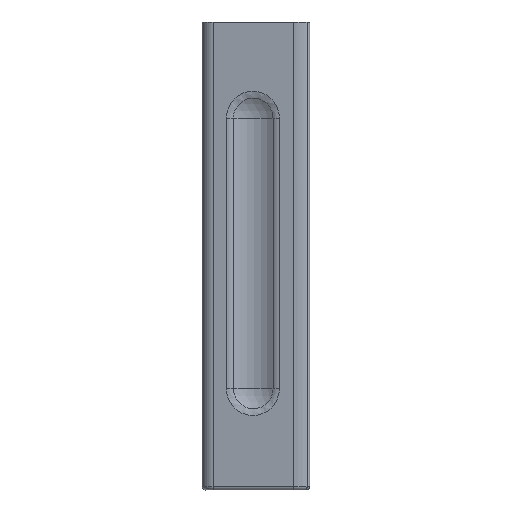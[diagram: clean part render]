
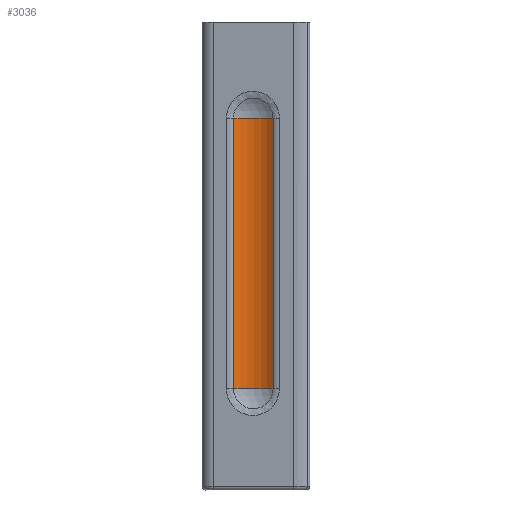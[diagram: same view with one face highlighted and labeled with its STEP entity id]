
A CAD part, top view. The second image highlights one B-rep face of the part: STEP entity #3036.
In plain terms, the highlighted cylindrical face has radius 12 mm (diameter 24 mm), a partial arc.
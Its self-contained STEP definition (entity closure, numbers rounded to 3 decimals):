
#1315 = CYLINDRICAL_SURFACE('',#1316,4.);
#1316 = AXIS2_PLACEMENT_3D('',#1317,#1318,#1319);
#1317 = CARTESIAN_POINT('',(-8.035,0.,
    27.813));
#1318 = DIRECTION('',(0.,-1.,0.));
#1319 = DIRECTION('',(-0.201,0.,0.98)
  );
#1429 = CYLINDRICAL_SURFACE('',#1430,4.);
#1430 = AXIS2_PLACEMENT_3D('',#1431,#1432,#1433);
#1431 = CARTESIAN_POINT('',(7.604,-40.,31.019));
#1432 = DIRECTION('',(0.,1.,0.));
#1433 = DIRECTION('',(-0.201,0.,0.98)
  );
#3036 = ADVANCED_FACE('',(#3037),#3052,.F.);
#3037 = FACE_BOUND('',#3038,.T.);
#3038 = EDGE_LOOP('',(#3039,#3075,#3098,#3127));
#3039 = ORIENTED_EDGE('',*,*,#3040,.F.);
#3040 = EDGE_CURVE('',#3041,#3043,#3045,.T.);
#3041 = VERTEX_POINT('',#3042);
#3042 = CARTESIAN_POINT('',(-6.776,40.,
    31.61));
#3043 = VERTEX_POINT('',#3044);
#3044 = CARTESIAN_POINT('',(4.953,40.,
    34.014));
#3045 = SURFACE_CURVE('',#3046,(#3051,#3063),.PCURVE_S1.);
#3046 = CIRCLE('',#3047,12.);
#3047 = AXIS2_PLACEMENT_3D('',#3048,#3049,#3050);
#3048 = CARTESIAN_POINT('',(-3.,40.,43.));
#3049 = DIRECTION('',(0.,-1.,0.));
#3050 = DIRECTION('',(0.,0.,1.));
#3051 = PCURVE('',#3052,#3057);
#3052 = CYLINDRICAL_SURFACE('',#3053,12.);
#3053 = AXIS2_PLACEMENT_3D('',#3054,#3055,#3056);
#3054 = CARTESIAN_POINT('',(-3.,-40.,43.));
#3055 = DIRECTION('',(0.,1.,0.));
#3056 = DIRECTION('',(0.,0.,1.));
#3057 = DEFINITIONAL_REPRESENTATION('',(#3058),#3062);
#3058 = LINE('',#3059,#3060);
#3059 = CARTESIAN_POINT('',(-0.,80.));
#3060 = VECTOR('',#3061,1.);
#3061 = DIRECTION('',(-1.,0.));
#3062 = ( GEOMETRIC_REPRESENTATION_CONTEXT(2) 
PARAMETRIC_REPRESENTATION_CONTEXT() REPRESENTATION_CONTEXT('2D SPACE',''
  ) );
#3063 = PCURVE('',#3064,#3069);
#3064 = SPHERICAL_SURFACE('',#3065,12.);
#3065 = AXIS2_PLACEMENT_3D('',#3066,#3067,#3068);
#3066 = CARTESIAN_POINT('',(-3.,40.,43.));
#3067 = DIRECTION('',(0.,-1.,0.));
#3068 = DIRECTION('',(0.,0.,1.));
#3069 = DEFINITIONAL_REPRESENTATION('',(#3070),#3074);
#3070 = LINE('',#3071,#3072);
#3071 = CARTESIAN_POINT('',(0.,0.));
#3072 = VECTOR('',#3073,1.);
#3073 = DIRECTION('',(1.,0.));
#3074 = ( GEOMETRIC_REPRESENTATION_CONTEXT(2) 
PARAMETRIC_REPRESENTATION_CONTEXT() REPRESENTATION_CONTEXT('2D SPACE',''
  ) );
#3075 = ORIENTED_EDGE('',*,*,#3076,.T.);
#3076 = EDGE_CURVE('',#3041,#3077,#3079,.T.);
#3077 = VERTEX_POINT('',#3078);
#3078 = CARTESIAN_POINT('',(-6.776,-40.,31.61));
#3079 = SURFACE_CURVE('',#3080,(#3084,#3091),.PCURVE_S1.);
#3080 = LINE('',#3081,#3082);
#3081 = CARTESIAN_POINT('',(-6.776,40.,
    31.61));
#3082 = VECTOR('',#3083,1.);
#3083 = DIRECTION('',(0.,-1.,0.));
#3084 = PCURVE('',#3052,#3085);
#3085 = DEFINITIONAL_REPRESENTATION('',(#3086),#3090);
#3086 = LINE('',#3087,#3088);
#3087 = CARTESIAN_POINT('',(-2.821,80.));
#3088 = VECTOR('',#3089,1.);
#3089 = DIRECTION('',(-0.,-1.));
#3090 = ( GEOMETRIC_REPRESENTATION_CONTEXT(2) 
PARAMETRIC_REPRESENTATION_CONTEXT() REPRESENTATION_CONTEXT('2D SPACE',''
  ) );
#3091 = PCURVE('',#1315,#3092);
#3092 = DEFINITIONAL_REPRESENTATION('',(#3093),#3097);
#3093 = LINE('',#3094,#3095);
#3094 = CARTESIAN_POINT('',(-0.522,-40.));
#3095 = VECTOR('',#3096,1.);
#3096 = DIRECTION('',(-0.,1.));
#3097 = ( GEOMETRIC_REPRESENTATION_CONTEXT(2) 
PARAMETRIC_REPRESENTATION_CONTEXT() REPRESENTATION_CONTEXT('2D SPACE',''
  ) );
#3098 = ORIENTED_EDGE('',*,*,#3099,.T.);
#3099 = EDGE_CURVE('',#3077,#3100,#3102,.T.);
#3100 = VERTEX_POINT('',#3101);
#3101 = CARTESIAN_POINT('',(4.953,-40.,34.014));
#3102 = SURFACE_CURVE('',#3103,(#3108,#3115),.PCURVE_S1.);
#3103 = CIRCLE('',#3104,12.);
#3104 = AXIS2_PLACEMENT_3D('',#3105,#3106,#3107);
#3105 = CARTESIAN_POINT('',(-3.,-40.,43.));
#3106 = DIRECTION('',(0.,-1.,0.));
#3107 = DIRECTION('',(0.,0.,1.));
#3108 = PCURVE('',#3052,#3109);
#3109 = DEFINITIONAL_REPRESENTATION('',(#3110),#3114);
#3110 = LINE('',#3111,#3112);
#3111 = CARTESIAN_POINT('',(-0.,0.));
#3112 = VECTOR('',#3113,1.);
#3113 = DIRECTION('',(-1.,0.));
#3114 = ( GEOMETRIC_REPRESENTATION_CONTEXT(2) 
PARAMETRIC_REPRESENTATION_CONTEXT() REPRESENTATION_CONTEXT('2D SPACE',''
  ) );
#3115 = PCURVE('',#3116,#3121);
#3116 = SPHERICAL_SURFACE('',#3117,12.);
#3117 = AXIS2_PLACEMENT_3D('',#3118,#3119,#3120);
#3118 = CARTESIAN_POINT('',(-3.,-40.,43.));
#3119 = DIRECTION('',(0.,-1.,0.));
#3120 = DIRECTION('',(0.,0.,1.));
#3121 = DEFINITIONAL_REPRESENTATION('',(#3122),#3126);
#3122 = LINE('',#3123,#3124);
#3123 = CARTESIAN_POINT('',(0.,0.));
#3124 = VECTOR('',#3125,1.);
#3125 = DIRECTION('',(1.,0.));
#3126 = ( GEOMETRIC_REPRESENTATION_CONTEXT(2) 
PARAMETRIC_REPRESENTATION_CONTEXT() REPRESENTATION_CONTEXT('2D SPACE',''
  ) );
#3127 = ORIENTED_EDGE('',*,*,#3128,.T.);
#3128 = EDGE_CURVE('',#3100,#3043,#3129,.T.);
#3129 = SURFACE_CURVE('',#3130,(#3134,#3141),.PCURVE_S1.);
#3130 = LINE('',#3131,#3132);
#3131 = CARTESIAN_POINT('',(4.953,-40.,34.014));
#3132 = VECTOR('',#3133,1.);
#3133 = DIRECTION('',(0.,1.,0.));
#3134 = PCURVE('',#3052,#3135);
#3135 = DEFINITIONAL_REPRESENTATION('',(#3136),#3140);
#3136 = LINE('',#3137,#3138);
#3137 = CARTESIAN_POINT('',(-3.866,0.));
#3138 = VECTOR('',#3139,1.);
#3139 = DIRECTION('',(-0.,1.));
#3140 = ( GEOMETRIC_REPRESENTATION_CONTEXT(2) 
PARAMETRIC_REPRESENTATION_CONTEXT() REPRESENTATION_CONTEXT('2D SPACE',''
  ) );
#3141 = PCURVE('',#1429,#3142);
#3142 = DEFINITIONAL_REPRESENTATION('',(#3143),#3147);
#3143 = LINE('',#3144,#3145);
#3144 = CARTESIAN_POINT('',(-0.522,0.));
#3145 = VECTOR('',#3146,1.);
#3146 = DIRECTION('',(-0.,1.));
#3147 = ( GEOMETRIC_REPRESENTATION_CONTEXT(2) 
PARAMETRIC_REPRESENTATION_CONTEXT() REPRESENTATION_CONTEXT('2D SPACE',''
  ) );
